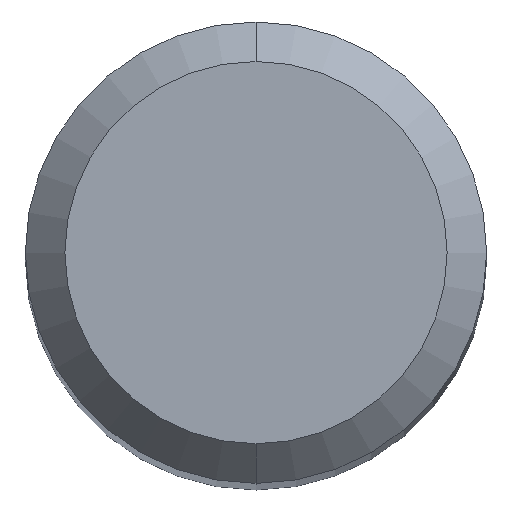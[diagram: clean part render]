
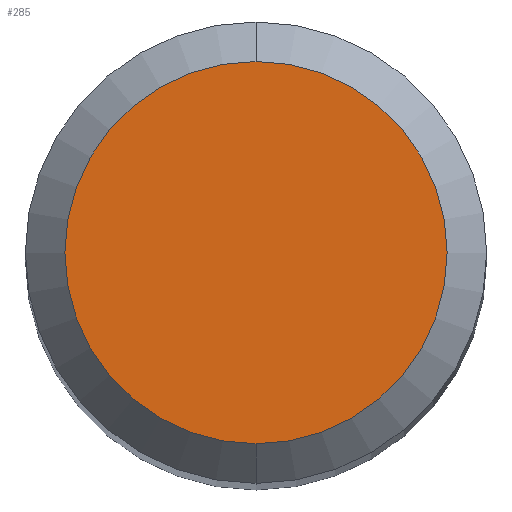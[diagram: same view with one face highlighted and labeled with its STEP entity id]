
A CAD part, top view. The second image highlights one B-rep face of the part: STEP entity #285.
In plain terms, the highlighted planar face has unit normal (0, 0, 1).
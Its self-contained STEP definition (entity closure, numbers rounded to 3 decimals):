
#213=EDGE_CURVE('',#337,#281,#455,.T.);
#231=EDGE_CURVE('',#281,#337,#476,.T.);
#281=VERTEX_POINT('',#530);
#285=ADVANCED_FACE('',(#534),#535,.T.);
#337=VERTEX_POINT('',#594);
#455=CIRCLE('',#725,1.45);
#476=CIRCLE('',#753,1.45);
#530=CARTESIAN_POINT('',(0.0,1.45,0.0));
#534=FACE_OUTER_BOUND('',#831,.T.);
#535=PLANE('',#832);
#594=CARTESIAN_POINT('',(0.,-1.45,0.0));
#725=AXIS2_PLACEMENT_3D('',#1038,#1039,#1040);
#753=AXIS2_PLACEMENT_3D('',#1073,#1074,#1075);
#831=EDGE_LOOP('',(#1132,#1133));
#832=AXIS2_PLACEMENT_3D('',#1134,#1135,#1136);
#1038=CARTESIAN_POINT('',(0.0,0.0,0.0));
#1039=DIRECTION('',(0.0,0.0,-1.0));
#1040=DIRECTION('',(0.0,1.0,0.0));
#1073=CARTESIAN_POINT('',(0.0,0.0,0.0));
#1074=DIRECTION('',(0.0,0.0,-1.0));
#1075=DIRECTION('',(0.0,1.0,0.0));
#1132=ORIENTED_EDGE('',*,*,#231,.F.);
#1133=ORIENTED_EDGE('',*,*,#213,.F.);
#1134=CARTESIAN_POINT('',(0.0,0.725,0.0));
#1135=DIRECTION('',(-0.0,0.0,1.0));
#1136=DIRECTION('',(0.0,-1.0,0.0));
